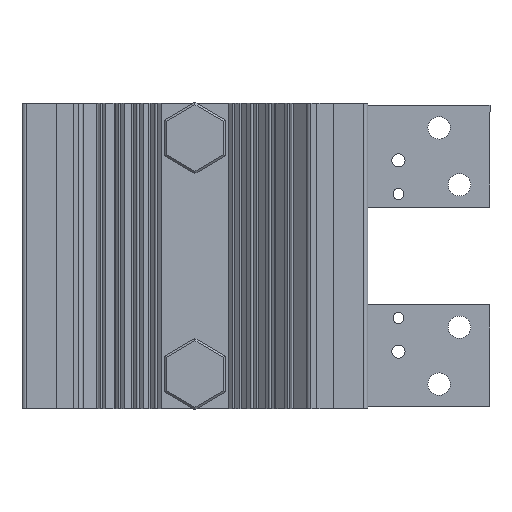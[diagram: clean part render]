
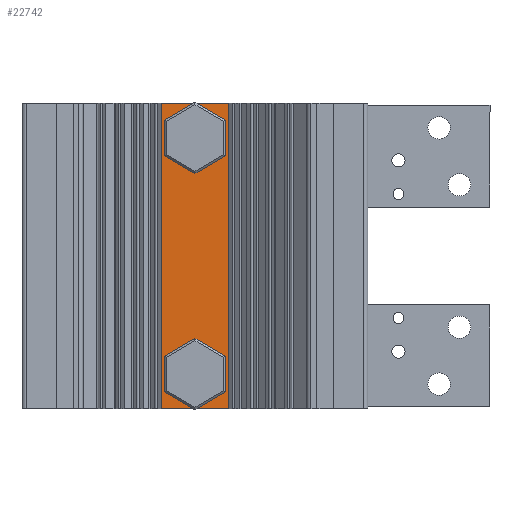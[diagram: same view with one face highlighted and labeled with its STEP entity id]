
A CAD part, front view. The second image highlights one B-rep face of the part: STEP entity #22742.
In plain terms, the highlighted planar face has unit normal (0, -1, 0).
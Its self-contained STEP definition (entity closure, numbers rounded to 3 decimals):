
#301 = CARTESIAN_POINT ( 'NONE',  ( 0., -19.549, 58. ) ) ;
#681 = DIRECTION ( 'NONE',  ( 0., 0., 1. ) ) ;
#1128 = CARTESIAN_POINT ( 'NONE',  ( -16.537, -19.549, 75. ) ) ;
#2057 = AXIS2_PLACEMENT_3D ( 'NONE', #7661, #48150, #34289 ) ;
#2954 = PLANE ( 'NONE',  #27844 ) ;
#4600 = LINE ( 'NONE', #28397, #14518 ) ;
#4994 = DIRECTION ( 'NONE',  ( 0., 0., -1. ) ) ;
#5263 = CARTESIAN_POINT ( 'NONE',  ( -10.1, -19.549, -58. ) ) ;
#5401 = LINE ( 'NONE', #45209, #54599 ) ;
#6057 = ORIENTED_EDGE ( 'NONE', *, *, #34711, .F. ) ;
#7661 = CARTESIAN_POINT ( 'NONE',  ( 0., -19.549, 58. ) ) ;
#7707 = AXIS2_PLACEMENT_3D ( 'NONE', #20406, #47516, #47708 ) ;
#7805 = CIRCLE ( 'NONE', #7707, 10.1 ) ;
#7921 = CIRCLE ( 'NONE', #2057, 10.1 ) ;
#8239 = CARTESIAN_POINT ( 'NONE',  ( -16.537, -19.549, 75. ) ) ;
#9081 = LINE ( 'NONE', #1128, #49168 ) ;
#9361 = ORIENTED_EDGE ( 'NONE', *, *, #16050, .T. ) ;
#10122 = VERTEX_POINT ( 'NONE', #41414 ) ;
#10383 = AXIS2_PLACEMENT_3D ( 'NONE', #54907, #36556, #54527 ) ;
#11663 = CARTESIAN_POINT ( 'NONE',  ( -10.1, -19.549, 58. ) ) ;
#12058 = FACE_OUTER_BOUND ( 'NONE', #46115, .T. ) ;
#12376 = ORIENTED_EDGE ( 'NONE', *, *, #23947, .F. ) ;
#12485 = VERTEX_POINT ( 'NONE', #26558 ) ;
#14518 = VECTOR ( 'NONE', #41754, 1000. ) ;
#16050 = EDGE_CURVE ( 'NONE', #12485, #10122, #4600, .T. ) ;
#16501 = EDGE_CURVE ( 'NONE', #37177, #33759, #34795, .T. ) ;
#18212 = ORIENTED_EDGE ( 'NONE', *, *, #49770, .T. ) ;
#18224 = VECTOR ( 'NONE', #4994, 1000. ) ;
#18385 = FACE_BOUND ( 'NONE', #52877, .T. ) ;
#20406 = CARTESIAN_POINT ( 'NONE',  ( 0., -19.549, -58. ) ) ;
#22742 = ADVANCED_FACE ( 'NONE', ( #18385, #34626, #12058 ), #2954, .F. ) ;
#23947 = EDGE_CURVE ( 'NONE', #46850, #10122, #5401, .T. ) ;
#24050 = EDGE_LOOP ( 'NONE', ( #55772, #49581 ) ) ;
#24566 = LINE ( 'NONE', #54476, #18224 ) ;
#24848 = ORIENTED_EDGE ( 'NONE', *, *, #30052, .T. ) ;
#26558 = CARTESIAN_POINT ( 'NONE',  ( -16.537, -19.549, -75. ) ) ;
#27844 = AXIS2_PLACEMENT_3D ( 'NONE', #8239, #43871, #39771 ) ;
#27963 = CIRCLE ( 'NONE', #47666, 10.1 ) ;
#28338 = VERTEX_POINT ( 'NONE', #11663 ) ;
#28397 = CARTESIAN_POINT ( 'NONE',  ( -16.537, -19.549, -75. ) ) ;
#29726 = EDGE_CURVE ( 'NONE', #53481, #28338, #7921, .T. ) ;
#30052 = EDGE_CURVE ( 'NONE', #33759, #37177, #7805, .T. ) ;
#30304 = VERTEX_POINT ( 'NONE', #31062 ) ;
#31062 = CARTESIAN_POINT ( 'NONE',  ( -16.537, -19.549, 75. ) ) ;
#33759 = VERTEX_POINT ( 'NONE', #51276 ) ;
#34289 = DIRECTION ( 'NONE',  ( 0., 0., 1. ) ) ;
#34626 = FACE_BOUND ( 'NONE', #24050, .T. ) ;
#34711 = EDGE_CURVE ( 'NONE', #30304, #46850, #9081, .T. ) ;
#34795 = CIRCLE ( 'NONE', #10383, 10.1 ) ;
#35211 = EDGE_CURVE ( 'NONE', #28338, #53481, #27963, .T. ) ;
#36336 = DIRECTION ( 'NONE',  ( 0., 1., 0. ) ) ;
#36556 = DIRECTION ( 'NONE',  ( 0., 1., 0. ) ) ;
#36969 = DIRECTION ( 'NONE',  ( 1., 0., 0. ) ) ;
#37177 = VERTEX_POINT ( 'NONE', #5263 ) ;
#39771 = DIRECTION ( 'NONE',  ( 0., 0., 1. ) ) ;
#41414 = CARTESIAN_POINT ( 'NONE',  ( 16.537, -19.549, -75. ) ) ;
#41754 = DIRECTION ( 'NONE',  ( 1., 0., 0. ) ) ;
#43871 = DIRECTION ( 'NONE',  ( 0., 1., 0. ) ) ;
#45209 = CARTESIAN_POINT ( 'NONE',  ( 16.537, -19.549, 75. ) ) ;
#46115 = EDGE_LOOP ( 'NONE', ( #9361, #12376, #6057, #18212 ) ) ;
#46850 = VERTEX_POINT ( 'NONE', #51247 ) ;
#47516 = DIRECTION ( 'NONE',  ( 0., 1., 0. ) ) ;
#47666 = AXIS2_PLACEMENT_3D ( 'NONE', #301, #36336, #681 ) ;
#47708 = DIRECTION ( 'NONE',  ( 0., 0., 1. ) ) ;
#48150 = DIRECTION ( 'NONE',  ( 0., 1., 0. ) ) ;
#49168 = VECTOR ( 'NONE', #36969, 1000. ) ;
#49581 = ORIENTED_EDGE ( 'NONE', *, *, #35211, .T. ) ;
#49770 = EDGE_CURVE ( 'NONE', #30304, #12485, #24566, .T. ) ;
#50275 = DIRECTION ( 'NONE',  ( 0., 0., -1. ) ) ;
#51247 = CARTESIAN_POINT ( 'NONE',  ( 16.537, -19.549, 75. ) ) ;
#51276 = CARTESIAN_POINT ( 'NONE',  ( 10.1, -19.549, -58. ) ) ;
#51849 = CARTESIAN_POINT ( 'NONE',  ( 10.1, -19.549, 58. ) ) ;
#52877 = EDGE_LOOP ( 'NONE', ( #24848, #53091 ) ) ;
#53091 = ORIENTED_EDGE ( 'NONE', *, *, #16501, .T. ) ;
#53481 = VERTEX_POINT ( 'NONE', #51849 ) ;
#54476 = CARTESIAN_POINT ( 'NONE',  ( -16.537, -19.549, 75. ) ) ;
#54527 = DIRECTION ( 'NONE',  ( 0., 0., 1. ) ) ;
#54599 = VECTOR ( 'NONE', #50275, 1000. ) ;
#54907 = CARTESIAN_POINT ( 'NONE',  ( 0., -19.549, -58. ) ) ;
#55772 = ORIENTED_EDGE ( 'NONE', *, *, #29726, .T. ) ;
